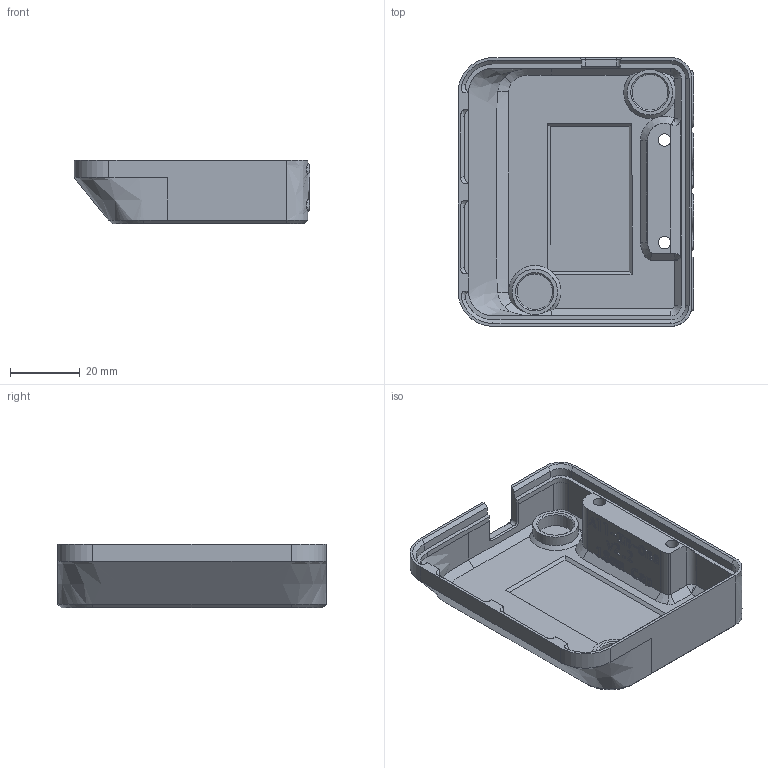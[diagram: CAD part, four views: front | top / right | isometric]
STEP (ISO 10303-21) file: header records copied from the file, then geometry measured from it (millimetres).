
FILE_DESCRIPTION(/* description */ ('','CAx-IF Rec.Pracs.---Representation and Presentation of Product Manufacturing Information (PMI)---4.0---2014-10-13'),/* implementation_level */ '2;1');
FILE_NAME(/* name */ 'OSSM Mods_AIO PCB Backpack_Cap (No RJ45)_step.stp',/* time_stamp */ '2025-03-07T22:55:55-05:00',/* author */ (''),/* organization */ (''),/* preprocessor_version */ 'ST-DEVELOPER v20',/* originating_system */ 'Autodesk Translation Framework v13.20.0.188',/* authorisation */ '');
FILE_SCHEMA (('AP242_MANAGED_MODEL_BASED_3D_ENGINEERING_MIM_LF { 1 0 10303 442 1 1 4 }'));
Length unit declared in the file: millimetre
Products named in the file (1): Cap (No RJ45)
Bounding box: 67.6 x 77 x 18.32 mm (x, y, z)
Volume: 24800.6 mm3; surface area: 19085.1 mm2
Topology: 1 solids, 1 shells, 441 faces, 1140 edges, 730 vertices
Faces by surface type: plane 233, bspline 132, cylinder 49, cone 27
Full cylindrical faces by diameter (mm): 3.6 x2, 5.7 x2, 10.2 x2, 13 x2
Entity records: 18963 total; most frequent: CARTESIAN_POINT 9147, ORIENTED_EDGE 2276, DIRECTION 1547, EDGE_CURVE 1138, VERTEX_POINT 730, LINE 689, VECTOR 689, EDGE_LOOP 476
